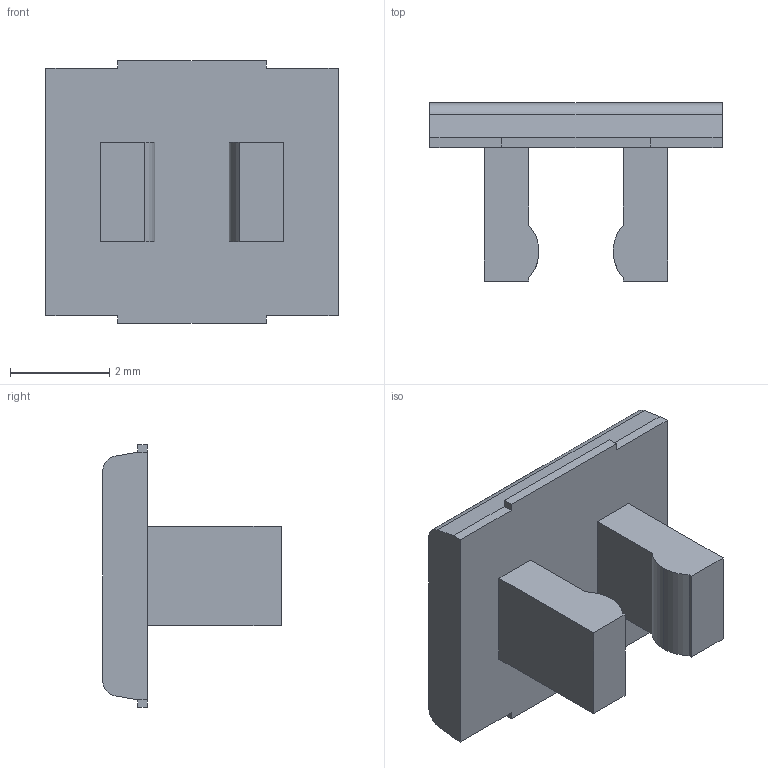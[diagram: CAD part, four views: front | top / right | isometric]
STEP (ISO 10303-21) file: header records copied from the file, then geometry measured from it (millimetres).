
FILE_DESCRIPTION (( 'STEP AP214' ), '1' );
FILE_NAME ('43541_DN-LATB.step', '2014-05-29T09:39:42', ( '' ), ( '' ), 'SwSTEP 2.0', 'SolidWorks 2013', '' );
FILE_SCHEMA (( 'AUTOMOTIVE_DESIGN' ));
Length unit declared in the file: millimetre
Products named in the file (1): 43541_DN-LATB
Bounding box: 5.9 x 3.6 x 5.3 mm (x, y, z)
Volume: 36.4 mm3; surface area: 110.3 mm2
Topology: 1 solids, 1 shells, 35 faces, 89 edges, 58 vertices
Faces by surface type: plane 30, cylinder 5
Entity records: 1075 total; most frequent: CARTESIAN_POINT 183, ORIENTED_EDGE 178, DIRECTION 171, EDGE_CURVE 89, LINE 79, VECTOR 79, VERTEX_POINT 58, AXIS2_PLACEMENT_3D 46
